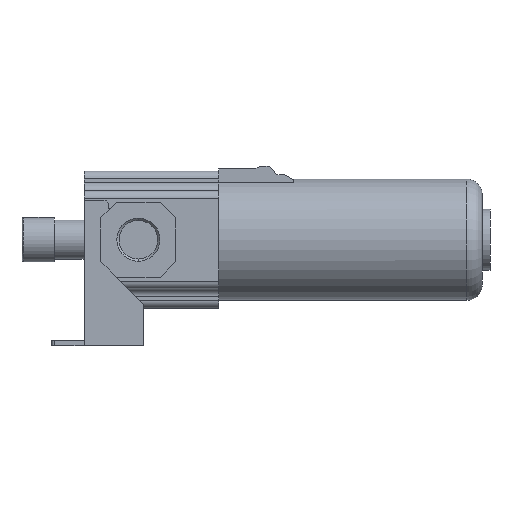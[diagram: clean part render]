
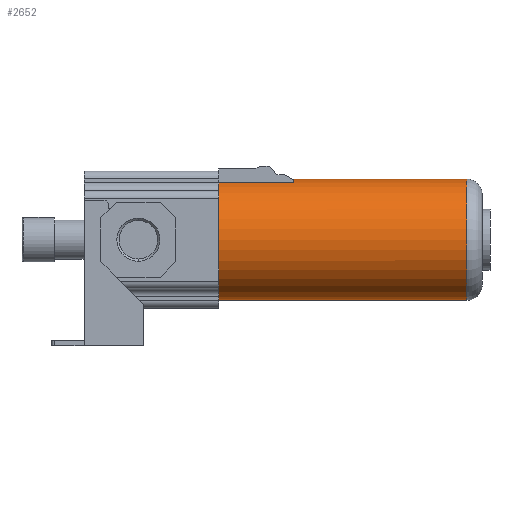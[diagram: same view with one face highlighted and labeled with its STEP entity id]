
A CAD part, left-side view. The second image highlights one B-rep face of the part: STEP entity #2652.
In plain terms, the highlighted cylindrical face has radius 23.45 mm (diameter 46.9 mm), a partial arc.
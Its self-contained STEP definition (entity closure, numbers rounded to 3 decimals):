
#116 = AXIS2_PLACEMENT_3D ( 'NONE', #867, #2567, #1608 ) ;
#198 = ORIENTED_EDGE ( 'NONE', *, *, #1613, .F. ) ;
#272 = CARTESIAN_POINT ( 'NONE',  ( -8.1, -60.1, 22.007 ) ) ;
#274 = DIRECTION ( 'NONE',  ( 0., 1., 0. ) ) ;
#287 = CARTESIAN_POINT ( 'NONE',  ( 0., -136., 0. ) ) ;
#324 = ORIENTED_EDGE ( 'NONE', *, *, #733, .F. ) ;
#339 = VERTEX_POINT ( 'NONE', #1512 ) ;
#589 = VERTEX_POINT ( 'NONE', #4095 ) ;
#645 = ORIENTED_EDGE ( 'NONE', *, *, #4227, .F. ) ;
#676 = VECTOR ( 'NONE', #3644, 1000. ) ;
#733 = EDGE_CURVE ( 'NONE', #339, #4005, #3058, .T. ) ;
#739 = CARTESIAN_POINT ( 'NONE',  ( 0., -127., -23.45 ) ) ;
#867 = CARTESIAN_POINT ( 'NONE',  ( 0., -60.1, 0. ) ) ;
#972 = AXIS2_PLACEMENT_3D ( 'NONE', #287, #3780, #3100 ) ;
#1070 = CYLINDRICAL_SURFACE ( 'NONE', #972, 23.45 ) ;
#1168 = VERTEX_POINT ( 'NONE', #272 ) ;
#1170 = DIRECTION ( 'NONE',  ( 0., 0., -1. ) ) ;
#1198 = VECTOR ( 'NONE', #2913, 1000. ) ;
#1204 = CARTESIAN_POINT ( 'NONE',  ( -1.143, -59.654, 23.45 ) ) ;
#1233 = VERTEX_POINT ( 'NONE', #3018 ) ;
#1253 = AXIS2_PLACEMENT_3D ( 'NONE', #2632, #2907, #3647 ) ;
#1270 = FACE_OUTER_BOUND ( 'NONE', #2589, .T. ) ;
#1280 = CARTESIAN_POINT ( 'NONE',  ( 0., -31., -23.45 ) ) ;
#1512 = CARTESIAN_POINT ( 'NONE',  ( -3.415, -60.1, 23.2 ) ) ;
#1540 = CARTESIAN_POINT ( 'NONE',  ( -3.415, -60.1, 23.2 ) ) ;
#1558 = LINE ( 'NONE', #3314, #1198 ) ;
#1561 = EDGE_CURVE ( 'NONE', #589, #4005, #3600, .T. ) ;
#1591 = CARTESIAN_POINT ( 'NONE',  ( 0., -127., -23.45 ) ) ;
#1608 = DIRECTION ( 'NONE',  ( 0., 0., 1. ) ) ;
#1613 = EDGE_CURVE ( 'NONE', #1168, #339, #2815, .T. ) ;
#2139 = DIRECTION ( 'NONE',  ( 0., -1., 0. ) ) ;
#2235 = ORIENTED_EDGE ( 'NONE', *, *, #2884, .F. ) ;
#2315 = EDGE_CURVE ( 'NONE', #589, #3592, #4315, .T. ) ;
#2443 = CARTESIAN_POINT ( 'NONE',  ( 0., -127., 0. ) ) ;
#2457 = ORIENTED_EDGE ( 'NONE', *, *, #1561, .T. ) ;
#2567 = DIRECTION ( 'NONE',  ( 0., 1., 0. ) ) ;
#2589 = EDGE_LOOP ( 'NONE', ( #324, #198, #645, #3170, #2235, #2729, #2457 ) ) ;
#2632 = CARTESIAN_POINT ( 'NONE',  ( 0., -31., 0. ) ) ;
#2652 = ADVANCED_FACE ( 'NONE', ( #1270 ), #1070, .T. ) ;
#2729 = ORIENTED_EDGE ( 'NONE', *, *, #2315, .F. ) ;
#2815 = CIRCLE ( 'NONE', #116, 23.45 ) ;
#2884 = EDGE_CURVE ( 'NONE', #3592, #2970, #3926, .T. ) ;
#2892 = CARTESIAN_POINT ( 'NONE',  ( 0., -59.654, 23.45 ) ) ;
#2907 = DIRECTION ( 'NONE',  ( 0., 1., 0. ) ) ;
#2913 = DIRECTION ( 'NONE',  ( 0., -1., 0. ) ) ;
#2970 = VERTEX_POINT ( 'NONE', #1280 ) ;
#3018 = CARTESIAN_POINT ( 'NONE',  ( -8.1, -31., 22.007 ) ) ;
#3036 = VECTOR ( 'NONE', #274, 1000. ) ;
#3058 =( BOUNDED_CURVE ( )  B_SPLINE_CURVE ( 3, ( #1540, #4271, #1204, #3238 ),
 .UNSPECIFIED., .F., .F. ) 
 B_SPLINE_CURVE_WITH_KNOTS ( ( 4, 4 ),
 ( 2.995, 3.142 ),
 .UNSPECIFIED. ) 
 CURVE ( )  GEOMETRIC_REPRESENTATION_ITEM ( )  RATIONAL_B_SPLINE_CURVE ( ( 1., 0.998, 0.998, 1. ) ) 
 REPRESENTATION_ITEM ( '' )  );
#3100 = DIRECTION ( 'NONE',  ( 1., 0., 0. ) ) ;
#3170 = ORIENTED_EDGE ( 'NONE', *, *, #3350, .F. ) ;
#3238 = CARTESIAN_POINT ( 'NONE',  ( 0., -59.654, 23.45 ) ) ;
#3314 = CARTESIAN_POINT ( 'NONE',  ( -8.1, -136., 22.007 ) ) ;
#3350 = EDGE_CURVE ( 'NONE', #2970, #1233, #3972, .T. ) ;
#3395 = AXIS2_PLACEMENT_3D ( 'NONE', #2443, #2139, #1170 ) ;
#3592 = VERTEX_POINT ( 'NONE', #739 ) ;
#3600 = LINE ( 'NONE', #3665, #676 ) ;
#3644 = DIRECTION ( 'NONE',  ( 0., 1., 0. ) ) ;
#3647 = DIRECTION ( 'NONE',  ( 0., 0., 1. ) ) ;
#3665 = CARTESIAN_POINT ( 'NONE',  ( 0., -127., 23.45 ) ) ;
#3780 = DIRECTION ( 'NONE',  ( 0., 1., 0. ) ) ;
#3926 = LINE ( 'NONE', #1591, #3036 ) ;
#3972 = CIRCLE ( 'NONE', #1253, 23.45 ) ;
#4005 = VERTEX_POINT ( 'NONE', #2892 ) ;
#4095 = CARTESIAN_POINT ( 'NONE',  ( 0., -127., 23.45 ) ) ;
#4227 = EDGE_CURVE ( 'NONE', #1233, #1168, #1558, .T. ) ;
#4271 = CARTESIAN_POINT ( 'NONE',  ( -2.284, -59.803, 23.367 ) ) ;
#4315 = CIRCLE ( 'NONE', #3395, 23.45 ) ;
